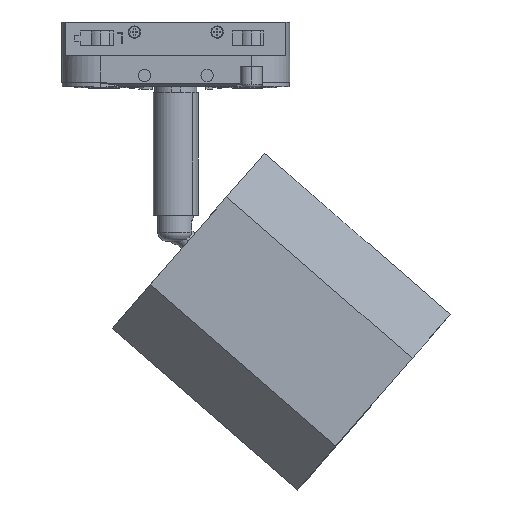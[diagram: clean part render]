
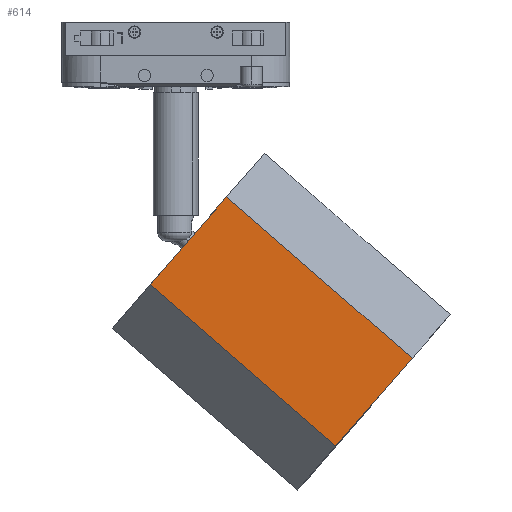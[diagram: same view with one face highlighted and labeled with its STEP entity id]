
A CAD part, top view. The second image highlights one B-rep face of the part: STEP entity #614.
In plain terms, the highlighted planar face has unit normal (0, 0, 1).
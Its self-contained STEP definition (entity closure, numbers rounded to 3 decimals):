
#614 = ADVANCED_FACE ( 'NONE', ( #9705 ), #7485, .T. ) ;
#1039 = EDGE_CURVE ( 'NONE', #12496, #15541, #9352, .T. ) ;
#1455 = DIRECTION ( 'NONE',  ( 0., 0., 1. ) ) ;
#1605 = VECTOR ( 'NONE', #8344, 1000. ) ;
#1865 = ORIENTED_EDGE ( 'NONE', *, *, #1039, .F. ) ;
#2566 = EDGE_CURVE ( 'NONE', #12496, #20618, #5517, .T. ) ;
#3601 = VECTOR ( 'NONE', #5812, 1000. ) ;
#3761 = CARTESIAN_POINT ( 'NONE',  ( 25.981, -110., 45. ) ) ;
#4812 = EDGE_LOOP ( 'NONE', ( #9730, #1865, #11487, #19138 ) ) ;
#5089 = VERTEX_POINT ( 'NONE', #19894 ) ;
#5517 = LINE ( 'NONE', #12304, #15655 ) ;
#5812 = DIRECTION ( 'NONE',  ( 0., 1., 0. ) ) ;
#6370 = LINE ( 'NONE', #20498, #1605 ) ;
#7485 = PLANE ( 'NONE',  #10384 ) ;
#8344 = DIRECTION ( 'NONE',  ( 1., 0., 0. ) ) ;
#9132 = DIRECTION ( 'NONE',  ( 0., 1., 0. ) ) ;
#9352 = LINE ( 'NONE', #21279, #26171 ) ;
#9705 = FACE_OUTER_BOUND ( 'NONE', #4812, .T. ) ;
#9730 = ORIENTED_EDGE ( 'NONE', *, *, #11146, .F. ) ;
#10384 = AXIS2_PLACEMENT_3D ( 'NONE', #21653, #1455, #15641 ) ;
#11146 = EDGE_CURVE ( 'NONE', #15541, #5089, #6370, .T. ) ;
#11487 = ORIENTED_EDGE ( 'NONE', *, *, #2566, .T. ) ;
#12138 = CARTESIAN_POINT ( 'NONE',  ( 25.981, -110., 45. ) ) ;
#12304 = CARTESIAN_POINT ( 'NONE',  ( -25.981, -110., 45. ) ) ;
#12496 = VERTEX_POINT ( 'NONE', #21215 ) ;
#13829 = EDGE_CURVE ( 'NONE', #20618, #5089, #24530, .T. ) ;
#14351 = DIRECTION ( 'NONE',  ( 1., 0., 0. ) ) ;
#15541 = VERTEX_POINT ( 'NONE', #22520 ) ;
#15641 = DIRECTION ( 'NONE',  ( 1., 0., 0. ) ) ;
#15655 = VECTOR ( 'NONE', #14351, 1000. ) ;
#19138 = ORIENTED_EDGE ( 'NONE', *, *, #13829, .T. ) ;
#19894 = CARTESIAN_POINT ( 'NONE',  ( 25.981, 0., 45. ) ) ;
#20498 = CARTESIAN_POINT ( 'NONE',  ( -25.981, 0., 45. ) ) ;
#20618 = VERTEX_POINT ( 'NONE', #12138 ) ;
#21215 = CARTESIAN_POINT ( 'NONE',  ( -25.981, -110., 45. ) ) ;
#21279 = CARTESIAN_POINT ( 'NONE',  ( -25.981, -110., 45. ) ) ;
#21653 = CARTESIAN_POINT ( 'NONE',  ( -25.981, -110., 45. ) ) ;
#22520 = CARTESIAN_POINT ( 'NONE',  ( -25.981, 0., 45. ) ) ;
#24530 = LINE ( 'NONE', #3761, #3601 ) ;
#26171 = VECTOR ( 'NONE', #9132, 1000. ) ;
